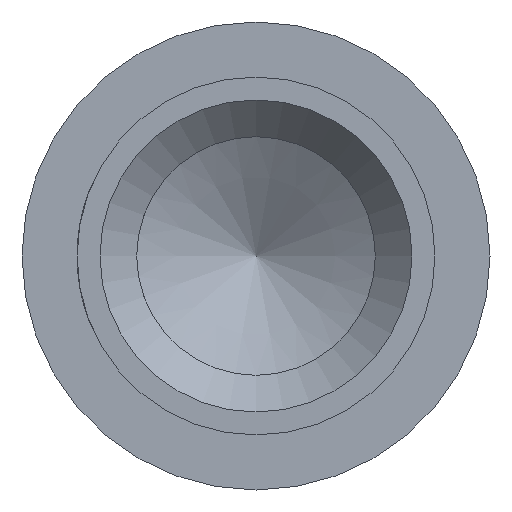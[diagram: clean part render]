
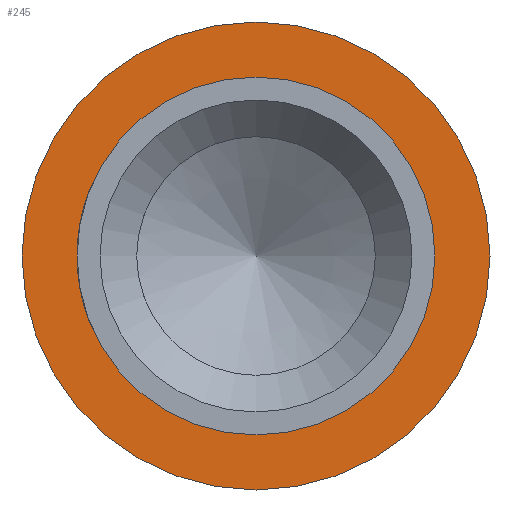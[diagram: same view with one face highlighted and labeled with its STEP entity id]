
A CAD part, left-side view. The second image highlights one B-rep face of the part: STEP entity #245.
In plain terms, the highlighted planar face has unit normal (-1, 0, 0).
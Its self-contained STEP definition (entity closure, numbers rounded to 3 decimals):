
#228=PLANE('',#851);
#245=ADVANCED_FACE('',(#318,#319),#228,.T.);
#318=FACE_BOUND('',#372,.T.);
#319=FACE_BOUND('',#373,.T.);
#372=EDGE_LOOP('',(#450));
#373=EDGE_LOOP('',(#451));
#450=ORIENTED_EDGE('',*,*,#707,.T.);
#451=ORIENTED_EDGE('',*,*,#710,.F.);
#636=VERTEX_POINT('',#1175);
#639=VERTEX_POINT('',#1183);
#707=EDGE_CURVE('',#636,#636,#802,.T.);
#710=EDGE_CURVE('',#639,#639,#805,.T.);
#802=CIRCLE('',#845,1.275);
#805=CIRCLE('',#850,0.925);
#845=AXIS2_PLACEMENT_3D('',#1174,#945,#946);
#850=AXIS2_PLACEMENT_3D('',#1182,#955,#956);
#851=AXIS2_PLACEMENT_3D('',#1184,#957,#958);
#945=DIRECTION('',(-1.,0.,0.));
#946=DIRECTION('',(0.,1.,0.));
#955=DIRECTION('',(-1.,0.,0.));
#956=DIRECTION('',(0.,1.,0.));
#957=DIRECTION('',(-1.,0.,0.));
#958=DIRECTION('',(0.,-1.,0.));
#1174=CARTESIAN_POINT('',(-0.7,0.,0.));
#1175=CARTESIAN_POINT('',(-0.7,1.275,0.));
#1182=CARTESIAN_POINT('',(-0.7,0.,0.));
#1183=CARTESIAN_POINT('',(-0.7,0.925,0.));
#1184=CARTESIAN_POINT('',(-0.7,0.,0.));
